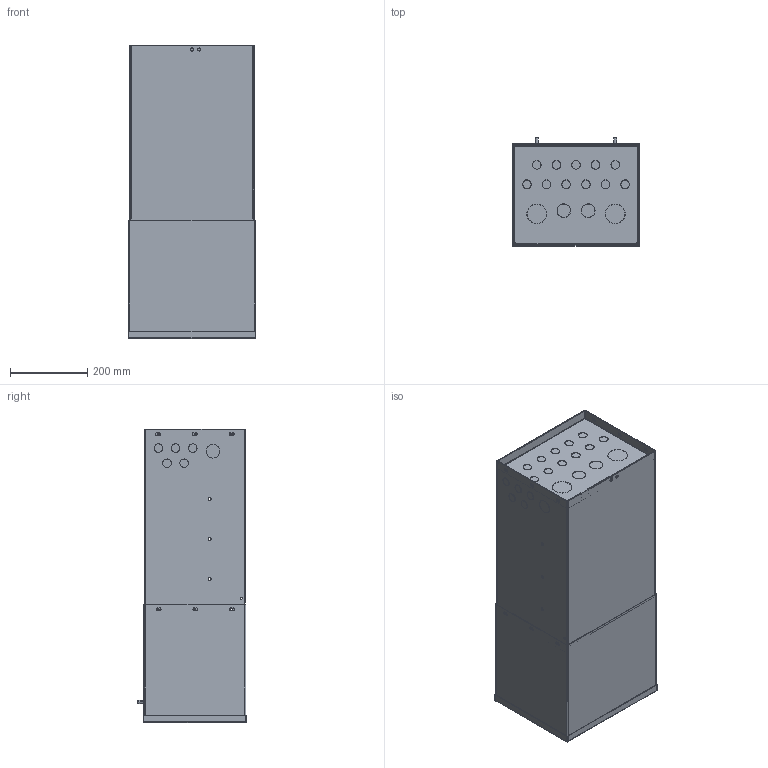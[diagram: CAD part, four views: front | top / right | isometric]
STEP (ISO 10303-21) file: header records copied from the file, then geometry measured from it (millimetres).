
FILE_DESCRIPTION (( 'STEP AP214' ), '1' );
FILE_NAME ('PT061150010SS.STEP', '2017-03-01T16:48:12', ( '' ), ( '' ), 'SwSTEP 2.0', 'SolidWorks 2017', '' );
FILE_SCHEMA (( 'AUTOMOTIVE_DESIGN' ));
Length unit declared in the file: inch
Products named in the file (9): C  3-701199-; C  2-700868-01_DefaultSM-FLAT-PATTERN; B  3-700874-01; C  3-700372-01; A  2-1430301-01; B  2-700373-01; B  3-700374-01; PT061150010SS
Assembly tree (9 placements, depth 3):
  PT061150010SS
    C  3-700372-01
      C  3-700372-01
      B  3-700374-01
      B  2-700373-01
      A  2-1430301-01  x2
    B  3-700874-01
    C  2-700868-01_DefaultSM-FLAT-PATTERN
    C  3-701199-
Bounding box: 331.47 x 281.99 x 760.35 mm (x, y, z)
Volume: 1736214.4 mm3; surface area: 2304035.7 mm2
Topology: 8 solids, 8 shells, 603 faces, 1551 edges, 990 vertices
Faces by surface type: plane 328, cylinder 257, bspline 10, cone 4, torus 4
Entity records: 18925 total; most frequent: CARTESIAN_POINT 3470, DIRECTION 3195, ORIENTED_EDGE 3070, EDGE_CURVE 1535, AXIS2_PLACEMENT_3D 1099, LINE 997, VECTOR 997, VERTEX_POINT 980
